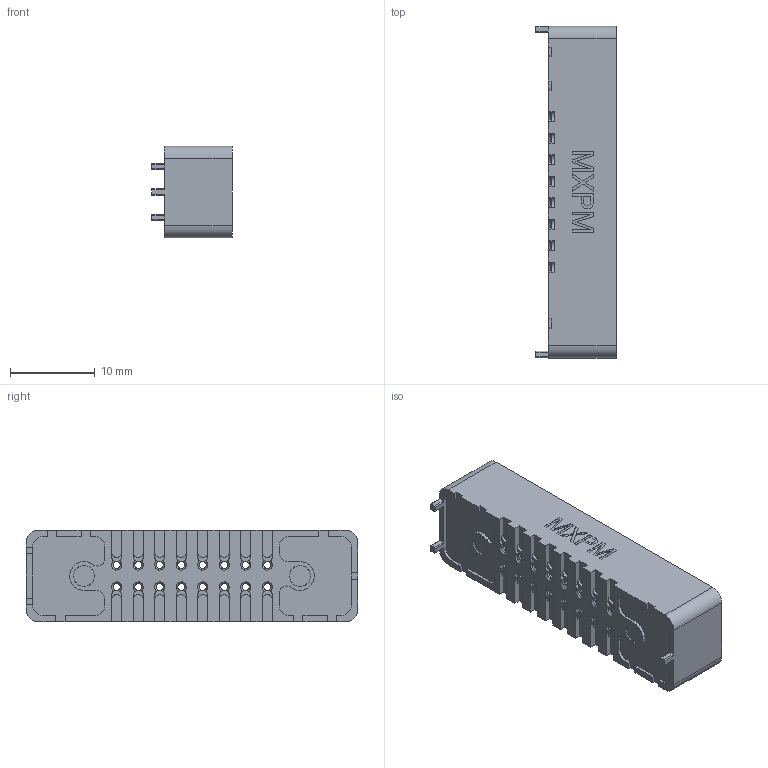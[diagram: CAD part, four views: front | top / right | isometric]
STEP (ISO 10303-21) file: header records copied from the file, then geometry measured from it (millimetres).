
FILE_DESCRIPTION(('CATIA V5 STEP Exchange','CAx-IF Rec.Pracs.--- Model Styling and Organization---1.2---2011-12-15'),'2;1');
FILE_NAME('PRO-00310596.stp','2018-06-27T08:35:30+00:00',('none'),('none'),'CATIA Version 5-6 Release 2015 SP5','CATIA V5 STEP AP214','none');
FILE_SCHEMA(('AUTOMOTIVE_DESIGN { 1 0 10303 214 1 1 1 1 }'));
Products named in the file (3): PRO-00310596; PAR-00310598; PAR-00310901
Assembly tree (3 placements, depth 2):
  PRO-00310596
    PAR-00310598
    PAR-00310901  x2
Bounding box: 9.5 x 39.2 x 10.85 mm (x, y, z)
Volume: 1272.4 mm3; surface area: 2582.2 mm2
Topology: 3 solids, 3 shells, 2003 faces, 5607 edges, 3701 vertices
Faces by surface type: plane 1637, cylinder 206, cone 128, torus 32
Entity records: 60506 total; most frequent: ORIENTED_EDGE 11146, CARTESIAN_POINT 11136, DIRECTION 8537, EDGE_CURVE 5573, VECTOR 4837, LINE 4837, VERTEX_POINT 3681, AXIS2_PLACEMENT_3D 2170
